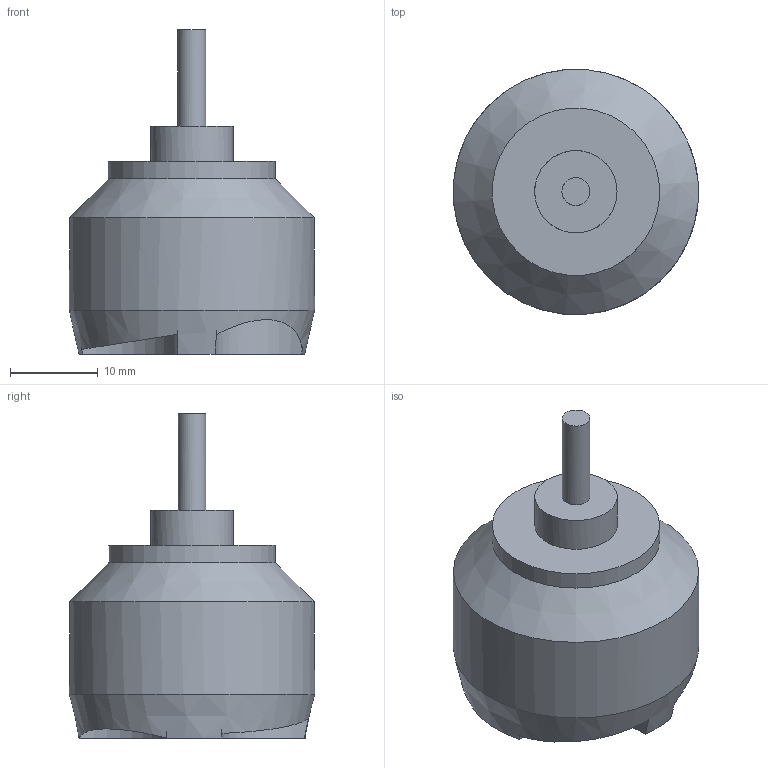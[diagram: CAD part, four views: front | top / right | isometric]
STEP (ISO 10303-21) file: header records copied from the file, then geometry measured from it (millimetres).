
FILE_DESCRIPTION(/* description */ ('STEP AP242','CAx-IF Rec.Pracs.---Representation and Presentation of Product Manufacturing Information (PMI)---4.0---2014-10-13','CAx-IF Rec.Pracs.---3D Tessellated Geometry---0.4---2014-09-14','2;1'),/* implementation_level */ '2;1');
FILE_NAME(/* name */ 'Assembly - DYS D2822 2282 1100KV 1450KV 1800KV 2600KV Brushess Motor',/* time_stamp */ '2025-07-23T17:14:14Z',/* author */ (''),/* organization */ (''),/* preprocessor_version */ 'ST-DEVELOPER v20',/* originating_system */ 'ONSHAPE BY PTC INC, 1.201',/* authorisation */ ' ');
FILE_SCHEMA (('AP242_MANAGED_MODEL_BASED_3D_ENGINEERING_MIM_LF { 1 0 10303 442 1 1 4 }'));
Length unit declared in the file: metre
Products named in the file (1): DYS D2822 2282 1100KV 1450KV 1800KV 2600KV Brushess Motor
Bounding box: 27.96 x 27.96 x 37 mm (x, y, z)
Volume: 10916.9 mm3; surface area: 3592.7 mm2
Topology: 1 solids, 1 shells, 30 faces, 70 edges, 44 vertices
Faces by surface type: cylinder 16, plane 8, cone 6
Full cylindrical faces by diameter (mm): 2.9 x4, 3.175 x1, 9.397 x1, 19.11 x1, 28 x1
Entity records: 961 total; most frequent: CARTESIAN_POINT 150, DIRECTION 136, ORIENTED_EDGE 96, AXIS2_PLACEMENT_3D 64, FACE_BOUND 50, EDGE_CURVE 48, EDGE_LOOP 46, VERTEX_POINT 40
